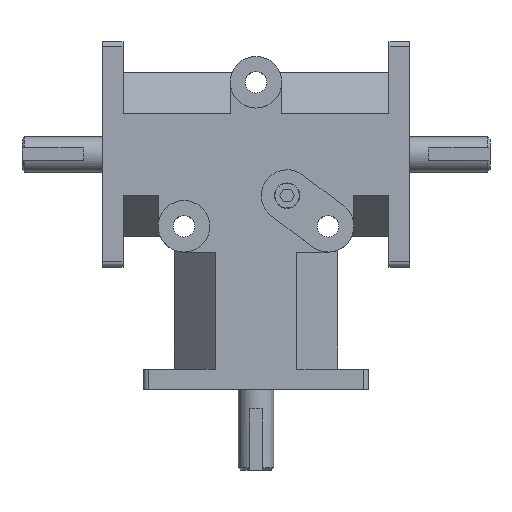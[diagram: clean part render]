
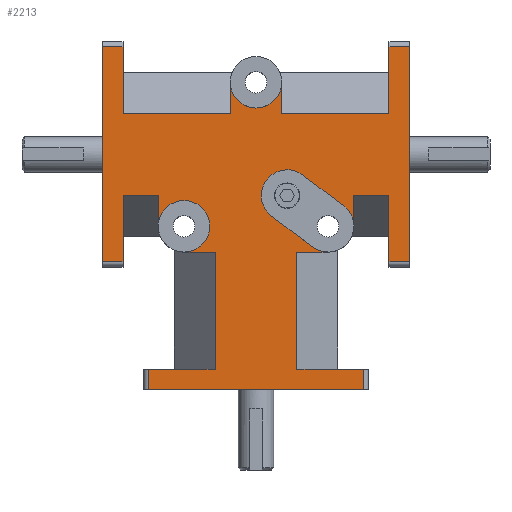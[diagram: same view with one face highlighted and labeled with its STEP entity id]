
A CAD part, top view. The second image highlights one B-rep face of the part: STEP entity #2213.
In plain terms, the highlighted planar face has unit normal (0, 0, 1).
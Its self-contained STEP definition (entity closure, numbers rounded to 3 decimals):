
#70=CIRCLE('',#2361,8.001);
#71=CIRCLE('',#2362,8.001);
#72=CIRCLE('',#2363,8.001);
#73=CIRCLE('',#2364,8.001);
#74=CIRCLE('',#2365,8.001);
#198=VERTEX_POINT('',#3222);
#199=VERTEX_POINT('',#3224);
#202=VERTEX_POINT('',#3231);
#203=VERTEX_POINT('',#3233);
#220=VERTEX_POINT('',#3272);
#224=VERTEX_POINT('',#3279);
#228=VERTEX_POINT('',#3288);
#229=VERTEX_POINT('',#3290);
#230=VERTEX_POINT('',#3294);
#232=VERTEX_POINT('',#3297);
#235=VERTEX_POINT('',#3305);
#237=VERTEX_POINT('',#3308);
#250=VERTEX_POINT('',#3344);
#251=VERTEX_POINT('',#3346);
#252=VERTEX_POINT('',#3348);
#253=VERTEX_POINT('',#3350);
#254=VERTEX_POINT('',#3352);
#255=VERTEX_POINT('',#3355);
#256=VERTEX_POINT('',#3357);
#257=VERTEX_POINT('',#3359);
#258=VERTEX_POINT('',#3361);
#259=VERTEX_POINT('',#3363);
#260=VERTEX_POINT('',#3365);
#261=VERTEX_POINT('',#3368);
#262=VERTEX_POINT('',#3370);
#263=VERTEX_POINT('',#3372);
#264=VERTEX_POINT('',#3374);
#265=VERTEX_POINT('',#3377);
#266=VERTEX_POINT('',#3379);
#267=VERTEX_POINT('',#3382);
#268=VERTEX_POINT('',#3384);
#269=VERTEX_POINT('',#3386);
#270=VERTEX_POINT('',#3388);
#271=VERTEX_POINT('',#3391);
#431=VECTOR('',#2600,1.);
#434=VECTOR('',#2606,1.);
#452=VECTOR('',#2636,1.);
#455=VECTOR('',#2642,1.);
#458=VECTOR('',#2646,1.);
#462=VECTOR('',#2653,1.);
#477=VECTOR('',#2679,1.);
#478=VECTOR('',#2680,1.);
#479=VECTOR('',#2681,1.);
#480=VECTOR('',#2682,1.);
#481=VECTOR('',#2683,1.);
#482=VECTOR('',#2684,1.);
#483=VECTOR('',#2685,1.);
#484=VECTOR('',#2688,1.);
#485=VECTOR('',#2691,1.);
#486=VECTOR('',#2694,1.);
#487=VECTOR('',#2695,1.);
#488=VECTOR('',#2696,1.);
#489=VECTOR('',#2697,1.);
#490=VECTOR('',#2698,1.);
#491=VECTOR('',#2699,1.);
#492=VECTOR('',#2700,1.);
#493=VECTOR('',#2703,1.);
#494=VECTOR('',#2704,1.);
#495=VECTOR('',#2705,1.);
#496=VECTOR('',#2706,1.);
#497=VECTOR('',#2707,1.);
#498=VECTOR('',#2708,1.);
#499=VECTOR('',#2709,1.);
#625=LINE('',#3223,#431);
#628=LINE('',#3232,#434);
#646=LINE('',#3280,#452);
#649=LINE('',#3289,#455);
#652=LINE('',#3296,#458);
#656=LINE('',#3307,#462);
#671=LINE('',#3343,#477);
#672=LINE('',#3345,#478);
#673=LINE('',#3347,#479);
#674=LINE('',#3349,#480);
#675=LINE('',#3351,#481);
#676=LINE('',#3353,#482);
#677=LINE('',#3354,#483);
#678=LINE('',#3358,#484);
#679=LINE('',#3362,#485);
#680=LINE('',#3366,#486);
#681=LINE('',#3367,#487);
#682=LINE('',#3369,#488);
#683=LINE('',#3371,#489);
#684=LINE('',#3373,#490);
#685=LINE('',#3375,#491);
#686=LINE('',#3376,#492);
#687=LINE('',#3380,#493);
#688=LINE('',#3381,#494);
#689=LINE('',#3383,#495);
#690=LINE('',#3385,#496);
#691=LINE('',#3387,#497);
#692=LINE('',#3389,#498);
#693=LINE('',#3390,#499);
#821=EDGE_CURVE('',#199,#198,#625,.T.);
#825=EDGE_CURVE('',#203,#202,#628,.T.);
#847=EDGE_CURVE('',#220,#224,#646,.T.);
#851=EDGE_CURVE('',#229,#228,#649,.T.);
#854=EDGE_CURVE('',#232,#230,#652,.T.);
#859=EDGE_CURVE('',#237,#235,#656,.T.);
#877=EDGE_CURVE('',#199,#250,#671,.T.);
#878=EDGE_CURVE('',#251,#198,#672,.T.);
#879=EDGE_CURVE('',#252,#251,#673,.T.);
#880=EDGE_CURVE('',#253,#252,#674,.T.);
#881=EDGE_CURVE('',#254,#253,#675,.T.);
#882=EDGE_CURVE('',#232,#254,#676,.T.);
#883=EDGE_CURVE('',#255,#230,#677,.T.);
#884=EDGE_CURVE('',#255,#256,#70,.T.);
#885=EDGE_CURVE('',#256,#257,#678,.T.);
#886=EDGE_CURVE('',#257,#258,#71,.T.);
#887=EDGE_CURVE('',#258,#259,#679,.T.);
#888=EDGE_CURVE('',#259,#260,#72,.T.);
#889=EDGE_CURVE('',#220,#260,#680,.T.);
#890=EDGE_CURVE('',#224,#261,#681,.T.);
#891=EDGE_CURVE('',#262,#261,#682,.T.);
#892=EDGE_CURVE('',#263,#262,#683,.T.);
#893=EDGE_CURVE('',#264,#263,#684,.T.);
#894=EDGE_CURVE('',#203,#264,#685,.T.);
#895=EDGE_CURVE('',#202,#265,#686,.T.);
#896=EDGE_CURVE('',#265,#266,#73,.T.);
#897=EDGE_CURVE('',#229,#266,#687,.T.);
#898=EDGE_CURVE('',#228,#267,#688,.T.);
#899=EDGE_CURVE('',#268,#267,#689,.T.);
#900=EDGE_CURVE('',#269,#268,#690,.T.);
#901=EDGE_CURVE('',#270,#269,#691,.T.);
#902=EDGE_CURVE('',#237,#270,#692,.T.);
#903=EDGE_CURVE('',#235,#271,#693,.T.);
#904=EDGE_CURVE('',#271,#250,#74,.T.);
#1201=ORIENTED_EDGE('',*,*,#877,.F.);
#1202=ORIENTED_EDGE('',*,*,#821,.T.);
#1203=ORIENTED_EDGE('',*,*,#878,.F.);
#1204=ORIENTED_EDGE('',*,*,#879,.F.);
#1205=ORIENTED_EDGE('',*,*,#880,.F.);
#1206=ORIENTED_EDGE('',*,*,#881,.F.);
#1207=ORIENTED_EDGE('',*,*,#882,.F.);
#1208=ORIENTED_EDGE('',*,*,#854,.T.);
#1209=ORIENTED_EDGE('',*,*,#883,.F.);
#1210=ORIENTED_EDGE('',*,*,#884,.T.);
#1211=ORIENTED_EDGE('',*,*,#885,.T.);
#1212=ORIENTED_EDGE('',*,*,#886,.T.);
#1213=ORIENTED_EDGE('',*,*,#887,.T.);
#1214=ORIENTED_EDGE('',*,*,#888,.T.);
#1215=ORIENTED_EDGE('',*,*,#889,.F.);
#1216=ORIENTED_EDGE('',*,*,#847,.T.);
#1217=ORIENTED_EDGE('',*,*,#890,.T.);
#1218=ORIENTED_EDGE('',*,*,#891,.F.);
#1219=ORIENTED_EDGE('',*,*,#892,.F.);
#1220=ORIENTED_EDGE('',*,*,#893,.F.);
#1221=ORIENTED_EDGE('',*,*,#894,.F.);
#1222=ORIENTED_EDGE('',*,*,#825,.T.);
#1223=ORIENTED_EDGE('',*,*,#895,.T.);
#1224=ORIENTED_EDGE('',*,*,#896,.T.);
#1225=ORIENTED_EDGE('',*,*,#897,.F.);
#1226=ORIENTED_EDGE('',*,*,#851,.T.);
#1227=ORIENTED_EDGE('',*,*,#898,.T.);
#1228=ORIENTED_EDGE('',*,*,#899,.F.);
#1229=ORIENTED_EDGE('',*,*,#900,.F.);
#1230=ORIENTED_EDGE('',*,*,#901,.F.);
#1231=ORIENTED_EDGE('',*,*,#902,.F.);
#1232=ORIENTED_EDGE('',*,*,#859,.T.);
#1233=ORIENTED_EDGE('',*,*,#903,.T.);
#1234=ORIENTED_EDGE('',*,*,#904,.T.);
#1787=EDGE_LOOP('',(#1201,#1202,#1203,#1204,#1205,#1206,#1207,#1208,#1209,
#1210,#1211,#1212,#1213,#1214,#1215,#1216,#1217,#1218,#1219,#1220,#1221,
#1222,#1223,#1224,#1225,#1226,#1227,#1228,#1229,#1230,#1231,#1232,#1233,
#1234));
#2000=FACE_BOUND('',#1787,.T.);
#2213=ADVANCED_FACE('',(#2000),#3919,.T.);
#2360=AXIS2_PLACEMENT_3D('',#3342,#2678,$);
#2361=AXIS2_PLACEMENT_3D('',#3356,#2686,#2687);
#2362=AXIS2_PLACEMENT_3D('',#3360,#2689,#2690);
#2363=AXIS2_PLACEMENT_3D('',#3364,#2692,#2693);
#2364=AXIS2_PLACEMENT_3D('',#3378,#2701,#2702);
#2365=AXIS2_PLACEMENT_3D('',#3392,#2710,#2711);
#2600=DIRECTION('',(0.,-1.,0.));
#2606=DIRECTION('',(-1.,0.,0.));
#2636=DIRECTION('',(1.,0.,0.));
#2642=DIRECTION('',(-1.,0.,0.));
#2646=DIRECTION('',(0.,1.,0.));
#2653=DIRECTION('',(1.,0.,0.));
#2678=DIRECTION('',(0.,0.,1.));
#2679=DIRECTION('',(-1.,0.,0.));
#2680=DIRECTION('',(1.,0.,0.));
#2681=DIRECTION('',(0.,1.,0.));
#2682=DIRECTION('',(-1.,0.,0.));
#2683=DIRECTION('',(0.,-1.,0.));
#2684=DIRECTION('',(1.,0.,0.));
#2685=DIRECTION('',(-1.,0.,0.));
#2686=DIRECTION('',(0.,0.,-1.));
#2687=DIRECTION('',(8.001,0.,0.));
#2688=DIRECTION('',(-0.8,0.6,0.));
#2689=DIRECTION('',(0.,0.,-1.));
#2690=DIRECTION('',(8.001,0.,0.));
#2691=DIRECTION('',(0.8,-0.6,0.));
#2692=DIRECTION('',(0.,0.,-1.));
#2693=DIRECTION('',(8.001,0.,0.));
#2694=DIRECTION('',(0.,-1.,0.));
#2695=DIRECTION('',(0.,-1.,0.));
#2696=DIRECTION('',(-1.,0.,0.));
#2697=DIRECTION('',(0.,-1.,0.));
#2698=DIRECTION('',(1.,0.,0.));
#2699=DIRECTION('',(0.,1.,0.));
#2700=DIRECTION('',(0.,1.,0.));
#2701=DIRECTION('',(0.,0.,-1.));
#2702=DIRECTION('',(8.001,0.,0.));
#2703=DIRECTION('',(0.,1.,0.));
#2704=DIRECTION('',(0.,1.,0.));
#2705=DIRECTION('',(1.,0.,0.));
#2706=DIRECTION('',(0.,1.,0.));
#2707=DIRECTION('',(-1.,0.,0.));
#2708=DIRECTION('',(0.,-1.,0.));
#2709=DIRECTION('',(0.,-1.,0.));
#2710=DIRECTION('',(0.,0.,-1.));
#2711=DIRECTION('',(8.001,0.,0.));
#3222=CARTESIAN_POINT('',(-12.7,6.35,20.701));
#3223=CARTESIAN_POINT('',(-12.7,29.99,20.701));
#3224=CARTESIAN_POINT('',(-12.7,42.672,20.701));
#3231=CARTESIAN_POINT('',(8.001,85.725,20.701));
#3232=CARTESIAN_POINT('',(-20.638,85.725,20.701));
#3233=CARTESIAN_POINT('',(41.275,85.725,20.701));
#3272=CARTESIAN_POINT('',(30.353,60.325,20.701));
#3279=CARTESIAN_POINT('',(41.275,60.325,20.701));
#3280=CARTESIAN_POINT('',(-20.638,60.325,20.701));
#3288=CARTESIAN_POINT('',(-41.275,85.725,20.701));
#3289=CARTESIAN_POINT('',(20.638,85.725,20.701));
#3290=CARTESIAN_POINT('',(-8.001,85.725,20.701));
#3294=CARTESIAN_POINT('',(12.7,42.672,20.701));
#3296=CARTESIAN_POINT('',(12.7,29.99,20.701));
#3297=CARTESIAN_POINT('',(12.7,6.35,20.701));
#3305=CARTESIAN_POINT('',(-30.353,60.325,20.701));
#3307=CARTESIAN_POINT('',(20.638,60.325,20.701));
#3308=CARTESIAN_POINT('',(-41.275,60.325,20.701));
#3342=CARTESIAN_POINT('',(0.,53.63,20.701));
#3343=CARTESIAN_POINT('',(-22.352,42.672,20.701));
#3344=CARTESIAN_POINT('',(-22.352,42.672,20.701));
#3345=CARTESIAN_POINT('',(-12.7,6.35,20.701));
#3346=CARTESIAN_POINT('',(-33.401,6.35,20.701));
#3347=CARTESIAN_POINT('',(-33.401,29.99,20.701));
#3348=CARTESIAN_POINT('',(-33.401,0.,20.701));
#3349=CARTESIAN_POINT('',(34.925,0.,20.701));
#3350=CARTESIAN_POINT('',(33.401,0.,20.701));
#3351=CARTESIAN_POINT('',(33.401,26.815,20.701));
#3352=CARTESIAN_POINT('',(33.401,6.35,20.701));
#3353=CARTESIAN_POINT('',(34.925,6.35,20.701));
#3354=CARTESIAN_POINT('',(-22.352,42.672,20.701));
#3355=CARTESIAN_POINT('',(22.352,42.672,20.701));
#3356=CARTESIAN_POINT('',(22.352,50.673,20.701));
#3357=CARTESIAN_POINT('',(17.551,44.272,20.701));
#3358=CARTESIAN_POINT('',(9.719,50.146,20.701));
#3359=CARTESIAN_POINT('',(4.851,53.797,20.701));
#3360=CARTESIAN_POINT('',(9.652,60.198,20.701));
#3361=CARTESIAN_POINT('',(14.453,66.599,20.701));
#3362=CARTESIAN_POINT('',(12.971,67.71,20.701));
#3363=CARTESIAN_POINT('',(27.153,57.074,20.701));
#3364=CARTESIAN_POINT('',(22.352,50.673,20.701));
#3365=CARTESIAN_POINT('',(30.353,50.673,20.701));
#3366=CARTESIAN_POINT('',(30.353,50.673,20.701));
#3367=CARTESIAN_POINT('',(41.275,50.628,20.701));
#3368=CARTESIAN_POINT('',(41.275,39.624,20.701));
#3369=CARTESIAN_POINT('',(20.638,39.624,20.701));
#3370=CARTESIAN_POINT('',(47.625,39.624,20.701));
#3371=CARTESIAN_POINT('',(47.625,107.95,20.701));
#3372=CARTESIAN_POINT('',(47.625,106.426,20.701));
#3373=CARTESIAN_POINT('',(23.813,106.426,20.701));
#3374=CARTESIAN_POINT('',(41.275,106.426,20.701));
#3375=CARTESIAN_POINT('',(41.275,98.425,20.701));
#3376=CARTESIAN_POINT('',(8.001,74.504,20.701));
#3377=CARTESIAN_POINT('',(8.001,95.377,20.701));
#3378=CARTESIAN_POINT('',(0.,95.377,20.701));
#3379=CARTESIAN_POINT('',(-8.001,95.377,20.701));
#3380=CARTESIAN_POINT('',(-8.001,95.377,20.701));
#3381=CARTESIAN_POINT('',(-41.275,76.028,20.701));
#3382=CARTESIAN_POINT('',(-41.275,106.426,20.701));
#3383=CARTESIAN_POINT('',(-20.638,106.426,20.701));
#3384=CARTESIAN_POINT('',(-47.625,106.426,20.701));
#3385=CARTESIAN_POINT('',(-47.625,107.95,20.701));
#3386=CARTESIAN_POINT('',(-47.625,39.624,20.701));
#3387=CARTESIAN_POINT('',(-23.813,39.624,20.701));
#3388=CARTESIAN_POINT('',(-41.275,39.624,20.701));
#3389=CARTESIAN_POINT('',(-41.275,47.625,20.701));
#3390=CARTESIAN_POINT('',(-30.353,52.152,20.701));
#3391=CARTESIAN_POINT('',(-30.353,50.673,20.701));
#3392=CARTESIAN_POINT('',(-22.352,50.673,20.701));
#3919=PLANE('',#2360);
